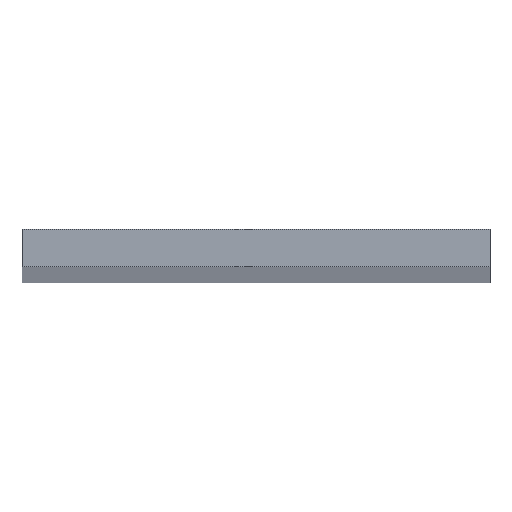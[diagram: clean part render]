
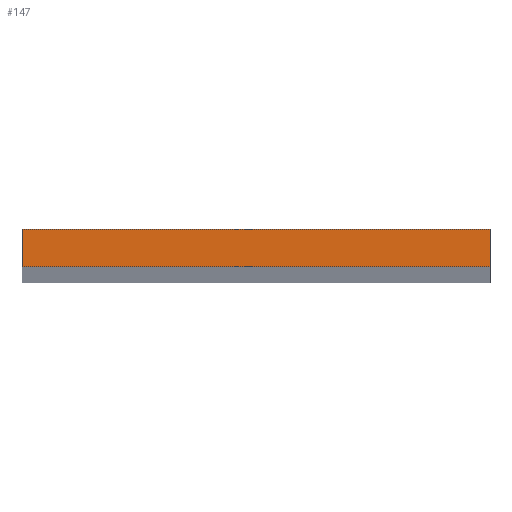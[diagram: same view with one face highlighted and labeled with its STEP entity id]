
A CAD part, top view. The second image highlights one B-rep face of the part: STEP entity #147.
In plain terms, the highlighted planar face has unit normal (0, 0, 1).
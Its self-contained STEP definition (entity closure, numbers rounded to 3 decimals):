
#2 = CARTESIAN_POINT ( 'NONE',  ( -25., -2., 1000. ) ) ;
#8 = CARTESIAN_POINT ( 'NONE',  ( 25., 2., 1000. ) ) ;
#14 = VECTOR ( 'NONE', #191, 1000. ) ;
#19 = ORIENTED_EDGE ( 'NONE', *, *, #202, .T. ) ;
#23 = CARTESIAN_POINT ( 'NONE',  ( 25., -2., 1000. ) ) ;
#29 = VERTEX_POINT ( 'NONE', #8 ) ;
#32 = VERTEX_POINT ( 'NONE', #181 ) ;
#39 = FACE_OUTER_BOUND ( 'NONE', #53, .T. ) ;
#42 = LINE ( 'NONE', #216, #65 ) ;
#43 = CARTESIAN_POINT ( 'NONE',  ( -25., 2., 1000. ) ) ;
#53 = EDGE_LOOP ( 'NONE', ( #86, #213, #139, #19 ) ) ;
#57 = DIRECTION ( 'NONE',  ( 0., 1., 0. ) ) ;
#65 = VECTOR ( 'NONE', #57, 1000. ) ;
#78 = DIRECTION ( 'NONE',  ( 0., -1., 0. ) ) ;
#79 = EDGE_CURVE ( 'NONE', #32, #124, #133, .T. ) ;
#86 = ORIENTED_EDGE ( 'NONE', *, *, #177, .T. ) ;
#87 = DIRECTION ( 'NONE',  ( -1., 0., 0. ) ) ;
#100 = DIRECTION ( 'NONE',  ( -1., 0., 0. ) ) ;
#124 = VERTEX_POINT ( 'NONE', #183 ) ;
#133 = LINE ( 'NONE', #197, #190 ) ;
#139 = ORIENTED_EDGE ( 'NONE', *, *, #79, .T. ) ;
#144 = VERTEX_POINT ( 'NONE', #23 ) ;
#147 = ADVANCED_FACE ( 'NONE', ( #39 ), #164, .F. ) ;
#164 = PLANE ( 'NONE',  #218 ) ;
#166 = DIRECTION ( 'NONE',  ( 0., 0., -1. ) ) ;
#169 = LINE ( 'NONE', #43, #182 ) ;
#177 = EDGE_CURVE ( 'NONE', #144, #29, #42, .T. ) ;
#181 = CARTESIAN_POINT ( 'NONE',  ( -25., 2., 1000. ) ) ;
#182 = VECTOR ( 'NONE', #87, 1000. ) ;
#183 = CARTESIAN_POINT ( 'NONE',  ( -25., -2., 1000. ) ) ;
#188 = LINE ( 'NONE', #2, #14 ) ;
#190 = VECTOR ( 'NONE', #78, 1000. ) ;
#191 = DIRECTION ( 'NONE',  ( 1., 0., 0. ) ) ;
#197 = CARTESIAN_POINT ( 'NONE',  ( -25., -2., 1000. ) ) ;
#202 = EDGE_CURVE ( 'NONE', #124, #144, #188, .T. ) ;
#206 = EDGE_CURVE ( 'NONE', #29, #32, #169, .T. ) ;
#213 = ORIENTED_EDGE ( 'NONE', *, *, #206, .T. ) ;
#216 = CARTESIAN_POINT ( 'NONE',  ( 25., -2., 1000. ) ) ;
#218 = AXIS2_PLACEMENT_3D ( 'NONE', #222, #166, #100 ) ;
#222 = CARTESIAN_POINT ( 'NONE',  ( 0., 0., 1000. ) ) ;
